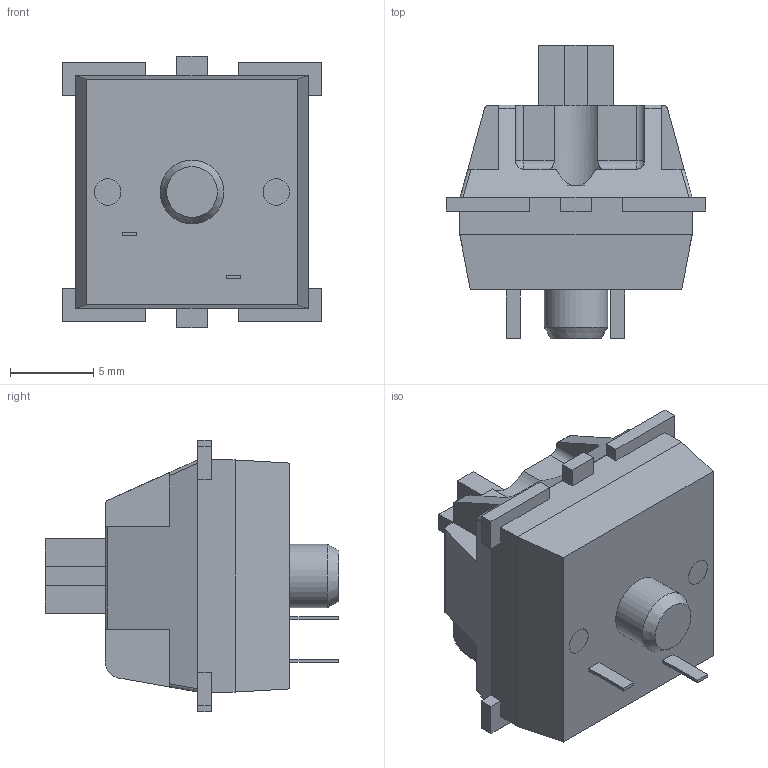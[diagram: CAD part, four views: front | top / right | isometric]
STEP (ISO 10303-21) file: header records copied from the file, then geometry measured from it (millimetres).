
FILE_DESCRIPTION(('FreeCAD Model'),'2;1');
FILE_NAME('Open CASCADE Shape Model','2022-06-12T22:31:15',('Author'),( ''),'Open CASCADE STEP processor 7.4','FreeCAD','Unknown');
FILE_SCHEMA(('AUTOMOTIVE_DESIGN { 1 0 10303 214 1 1 1 1 }'));
Length unit declared in the file: millimetre
Products named in the file (1): Cherry_MX_1_Pole
Bounding box: 15.64 x 17.68 x 16.33 mm (x, y, z)
Volume: 1738.3 mm3; surface area: 1704.6 mm2
Topology: 8 solids, 8 shells, 127 faces, 316 edges, 207 vertices
Faces by surface type: plane 105, cylinder 19, sphere 2, cone 1
Full cylindrical faces by diameter (mm): 1.6 x2, 3.85 x1
Entity records: 9332 total; most frequent: CARTESIAN_POINT 1923, DIRECTION 1202, LINE 845, VECTOR 845, ORIENTED_EDGE 632, PCURVE 632, DEFINITIONAL_REPRESENTATION 632, EDGE_CURVE 316
